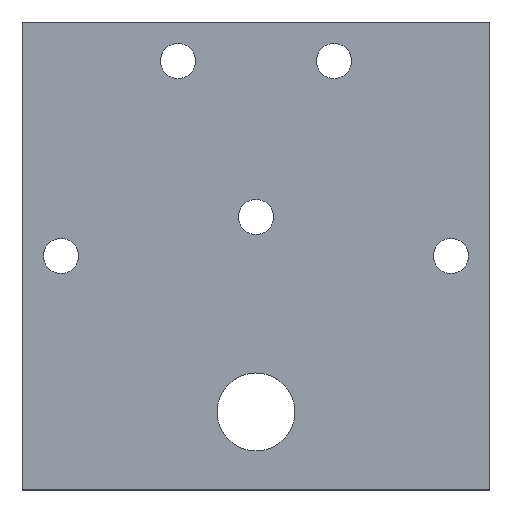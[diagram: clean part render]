
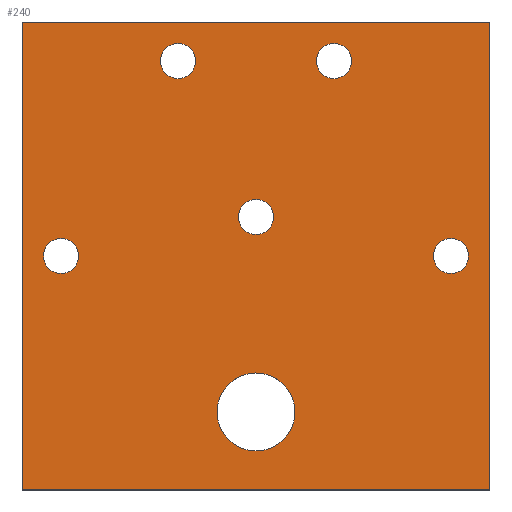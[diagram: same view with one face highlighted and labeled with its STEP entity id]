
A CAD part, top view. The second image highlights one B-rep face of the part: STEP entity #240.
In plain terms, the highlighted planar face has unit normal (0, 0, 1).
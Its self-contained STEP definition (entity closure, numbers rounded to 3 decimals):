
#15=FACE_BOUND('',#53,.T.);
#16=FACE_BOUND('',#54,.T.);
#17=FACE_BOUND('',#55,.T.);
#18=FACE_BOUND('',#56,.T.);
#19=FACE_BOUND('',#57,.T.);
#20=FACE_BOUND('',#58,.T.);
#28=PLANE('',#278);
#40=FACE_OUTER_BOUND('',#52,.T.);
#52=EDGE_LOOP('',(#195,#196,#197,#198));
#53=EDGE_LOOP('',(#199));
#54=EDGE_LOOP('',(#200));
#55=EDGE_LOOP('',(#201));
#56=EDGE_LOOP('',(#202));
#57=EDGE_LOOP('',(#203));
#58=EDGE_LOOP('',(#204));
#75=LINE('',#391,#93);
#79=LINE('',#399,#97);
#80=LINE('',#401,#98);
#81=LINE('',#402,#99);
#93=VECTOR('',#329,10.);
#97=VECTOR('',#335,10.);
#98=VECTOR('',#336,10.);
#99=VECTOR('',#337,10.);
#105=CIRCLE('',#260,2.25);
#107=CIRCLE('',#263,2.25);
#110=CIRCLE('',#267,2.25);
#112=CIRCLE('',#270,2.25);
#114=CIRCLE('',#273,2.25);
#115=CIRCLE('',#275,5.);
#117=VERTEX_POINT('',#353);
#119=VERTEX_POINT('',#359);
#122=VERTEX_POINT('',#367);
#124=VERTEX_POINT('',#373);
#126=VERTEX_POINT('',#379);
#127=VERTEX_POINT('',#383);
#129=VERTEX_POINT('',#389);
#130=VERTEX_POINT('',#390);
#133=VERTEX_POINT('',#398);
#134=VERTEX_POINT('',#400);
#137=EDGE_CURVE('',#117,#117,#105,.T.);
#140=EDGE_CURVE('',#119,#119,#107,.T.);
#145=EDGE_CURVE('',#122,#122,#110,.T.);
#148=EDGE_CURVE('',#124,#124,#112,.T.);
#151=EDGE_CURVE('',#126,#126,#114,.T.);
#152=EDGE_CURVE('',#127,#127,#115,.T.);
#155=EDGE_CURVE('',#129,#130,#75,.T.);
#159=EDGE_CURVE('',#133,#129,#79,.T.);
#160=EDGE_CURVE('',#134,#133,#80,.T.);
#161=EDGE_CURVE('',#134,#130,#81,.T.);
#195=ORIENTED_EDGE('',*,*,#159,.F.);
#196=ORIENTED_EDGE('',*,*,#160,.F.);
#197=ORIENTED_EDGE('',*,*,#161,.T.);
#198=ORIENTED_EDGE('',*,*,#155,.F.);
#199=ORIENTED_EDGE('',*,*,#137,.T.);
#200=ORIENTED_EDGE('',*,*,#140,.T.);
#201=ORIENTED_EDGE('',*,*,#145,.T.);
#202=ORIENTED_EDGE('',*,*,#148,.T.);
#203=ORIENTED_EDGE('',*,*,#151,.T.);
#204=ORIENTED_EDGE('',*,*,#152,.T.);
#240=ADVANCED_FACE('',(#40,#15,#16,#17,#18,#19,#20),#28,.F.);
#260=AXIS2_PLACEMENT_3D('',#354,#287,#288);
#263=AXIS2_PLACEMENT_3D('',#360,#294,#295);
#267=AXIS2_PLACEMENT_3D('',#369,#304,#305);
#270=AXIS2_PLACEMENT_3D('',#375,#311,#312);
#273=AXIS2_PLACEMENT_3D('',#381,#318,#319);
#275=AXIS2_PLACEMENT_3D('',#384,#322,#323);
#278=AXIS2_PLACEMENT_3D('',#397,#333,#334);
#287=DIRECTION('center_axis',(0.,0.,-1.));
#288=DIRECTION('ref_axis',(1.,0.,0.));
#294=DIRECTION('center_axis',(0.,0.,-1.));
#295=DIRECTION('ref_axis',(1.,0.,0.));
#304=DIRECTION('center_axis',(0.,0.,-1.));
#305=DIRECTION('ref_axis',(-1.,0.,0.));
#311=DIRECTION('center_axis',(0.,0.,-1.));
#312=DIRECTION('ref_axis',(-1.,0.,0.));
#318=DIRECTION('center_axis',(0.,0.,-1.));
#319=DIRECTION('ref_axis',(-1.,0.,0.));
#322=DIRECTION('center_axis',(0.,0.,-1.));
#323=DIRECTION('ref_axis',(-1.,0.,0.));
#329=DIRECTION('',(-1.,0.,0.));
#333=DIRECTION('center_axis',(0.,0.,-1.));
#334=DIRECTION('ref_axis',(-1.,0.,0.));
#335=DIRECTION('',(0.,-1.,0.));
#336=DIRECTION('',(1.,0.,0.));
#337=DIRECTION('',(0.,-1.,0.));
#353=CARTESIAN_POINT('',(2.75,30.,2.));
#354=CARTESIAN_POINT('Origin',(5.,30.,2.));
#359=CARTESIAN_POINT('',(52.75,30.,2.));
#360=CARTESIAN_POINT('Origin',(55.,30.,2.));
#367=CARTESIAN_POINT('',(32.25,35.,2.));
#369=CARTESIAN_POINT('Origin',(30.,35.,2.));
#373=CARTESIAN_POINT('',(22.25,55.,2.));
#375=CARTESIAN_POINT('Origin',(20.,55.,2.));
#379=CARTESIAN_POINT('',(42.25,55.,2.));
#381=CARTESIAN_POINT('Origin',(40.,55.,2.));
#383=CARTESIAN_POINT('',(35.,10.,2.));
#384=CARTESIAN_POINT('Origin',(30.,10.,2.));
#389=CARTESIAN_POINT('',(60.,0.,2.));
#390=CARTESIAN_POINT('',(0.,0.,2.));
#391=CARTESIAN_POINT('',(2.5,0.,2.));
#397=CARTESIAN_POINT('Origin',(5.,30.,2.));
#398=CARTESIAN_POINT('',(60.,60.,2.));
#399=CARTESIAN_POINT('',(60.,2.021,2.));
#400=CARTESIAN_POINT('',(0.,60.,2.));
#401=CARTESIAN_POINT('',(45.,60.,2.));
#402=CARTESIAN_POINT('',(0.,2.021,2.));
